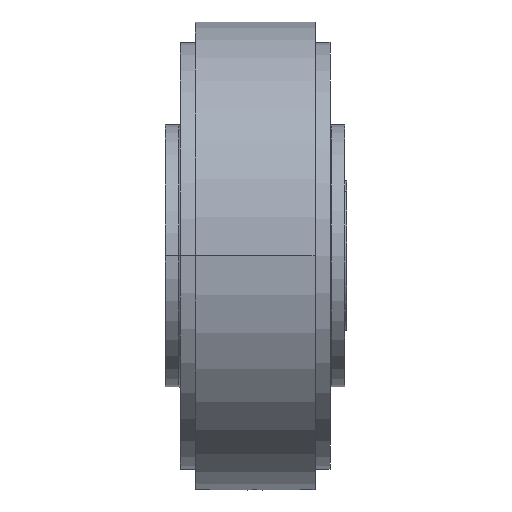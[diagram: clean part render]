
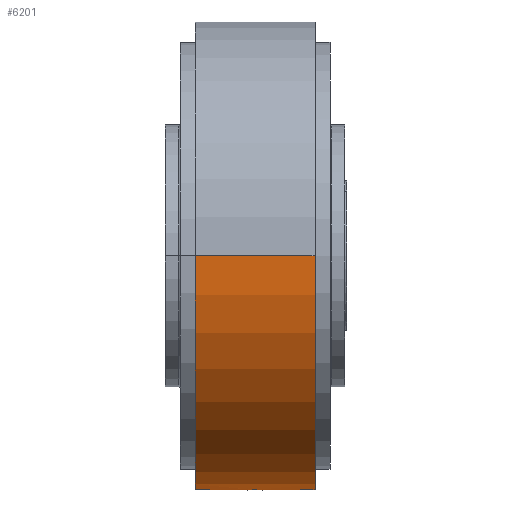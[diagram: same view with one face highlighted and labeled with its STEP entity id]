
A CAD part, front view. The second image highlights one B-rep face of the part: STEP entity #6201.
In plain terms, the highlighted cylindrical face has radius 62.5 mm (diameter 125 mm), a partial arc.
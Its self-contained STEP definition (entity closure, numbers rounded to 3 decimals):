
#80 = B_SPLINE_CURVE_WITH_KNOTS ( 'NONE', 3,
 ( #3725, #8526, #5603, #8481, #2658, #11438, #12413, #4725, #2697, #1812, #1774, #6548, #8573, #740, #8608, #12532, #10542, #7519, #1857, #8646, #4679, #5642, #1739, #2826, #12491, #6628, #9641, #2789 ),
 .UNSPECIFIED., .F., .F.,
 ( 4, 2, 2, 2, 2, 2, 2, 2, 2, 2, 2, 2, 2, 4 ),
 ( 0.006, 0.007, 0.008, 0.008, 0.009, 0.009, 0.009, 0.01, 0.01, 0.011, 0.011, 0.011, 0.012, 0.013 ),
 .UNSPECIFIED. ) ;
#133 = CARTESIAN_POINT ( 'NONE',  ( 0., 0., 0. ) ) ;
#254 = CARTESIAN_POINT ( 'NONE',  ( 11.564, -0.518, -62.498 ) ) ;
#297 = CARTESIAN_POINT ( 'NONE',  ( 13.762, -1.987, -62.468 ) ) ;
#343 = CARTESIAN_POINT ( 'NONE',  ( 14.386, -1.798, -62.474 ) ) ;
#521 = DIRECTION ( 'NONE',  ( 0., -1., 0. ) ) ;
#567 = CARTESIAN_POINT ( 'NONE',  ( 15.5, 0., -62.5 ) ) ;
#658 = ORIENTED_EDGE ( 'NONE', *, *, #4591, .F. ) ;
#667 = CARTESIAN_POINT ( 'NONE',  ( -2.5, -62.5, 0. ) ) ;
#740 = CARTESIAN_POINT ( 'NONE',  ( 13.37, 2., -62.468 ) ) ;
#827 = CARTESIAN_POINT ( 'NONE',  ( -2.5, 60., -17.5 ) ) ;
#1237 = CARTESIAN_POINT ( 'NONE',  ( 11.764, -1.002, -62.492 ) ) ;
#1318 = CARTESIAN_POINT ( 'NONE',  ( 12.975, -1.947, -62.47 ) ) ;
#1739 = CARTESIAN_POINT ( 'NONE',  ( 11.912, 1.222, -62.488 ) ) ;
#1774 = CARTESIAN_POINT ( 'NONE',  ( 14.019, 1.936, -62.47 ) ) ;
#1812 = CARTESIAN_POINT ( 'NONE',  ( 14.146, 1.897, -62.471 ) ) ;
#1857 = CARTESIAN_POINT ( 'NONE',  ( 12.499, 1.737, -62.476 ) ) ;
#2007 = AXIS2_PLACEMENT_3D ( 'NONE', #133, #11881, #8881 ) ;
#2179 = CARTESIAN_POINT ( 'NONE',  ( 11.5, -0.132, -62.5 ) ) ;
#2201 = LINE ( 'NONE', #9789, #4904 ) ;
#2304 = CARTESIAN_POINT ( 'NONE',  ( 14.019, -1.936, -62.47 ) ) ;
#2345 = CARTESIAN_POINT ( 'NONE',  ( 11.513, -0.262, -62.5 ) ) ;
#2350 = VERTEX_POINT ( 'NONE', #5534 ) ;
#2522 = FACE_BOUND ( 'NONE', #5912, .T. ) ;
#2658 = CARTESIAN_POINT ( 'NONE',  ( 15.099, 1.229, -62.488 ) ) ;
#2697 = CARTESIAN_POINT ( 'NONE',  ( 14.388, 1.797, -62.474 ) ) ;
#2789 = CARTESIAN_POINT ( 'NONE',  ( 11.5, 0., -62.5 ) ) ;
#2826 = CARTESIAN_POINT ( 'NONE',  ( 11.765, 1.004, -62.492 ) ) ;
#2887 = CIRCLE ( 'NONE', #4790, 62.5 ) ;
#3235 = CARTESIAN_POINT ( 'NONE',  ( 11.602, -0.645, -62.497 ) ) ;
#3273 = CARTESIAN_POINT ( 'NONE',  ( 15.5, 0., -62.5 ) ) ;
#3315 = CARTESIAN_POINT ( 'NONE',  ( 15.09, -1.22, -62.488 ) ) ;
#3359 = EDGE_CURVE ( 'NONE', #8567, #10678, #7587, .T. ) ;
#3372 = EDGE_CURVE ( 'NONE', #8724, #10137, #5274, .T. ) ;
#3632 = EDGE_CURVE ( 'NONE', #9333, #2350, #2887, .T. ) ;
#3725 = CARTESIAN_POINT ( 'NONE',  ( 15.5, 0., -62.5 ) ) ;
#4181 = CARTESIAN_POINT ( 'NONE',  ( 11.994, -1.322, -62.486 ) ) ;
#4349 = ORIENTED_EDGE ( 'NONE', *, *, #8882, .T. ) ;
#4591 = EDGE_CURVE ( 'NONE', #9333, #8567, #2201, .T. ) ;
#4679 = CARTESIAN_POINT ( 'NONE',  ( 12.179, 1.507, -62.482 ) ) ;
#4725 = CARTESIAN_POINT ( 'NONE',  ( 14.503, 1.735, -62.476 ) ) ;
#4790 = AXIS2_PLACEMENT_3D ( 'NONE', #7344, #5430, #6320 ) ;
#4904 = VECTOR ( 'NONE', #6772, 1000. ) ;
#5123 = CARTESIAN_POINT ( 'NONE',  ( 13.238, -2., -62.468 ) ) ;
#5245 = CARTESIAN_POINT ( 'NONE',  ( 15.5, -0.131, -62.5 ) ) ;
#5274 = B_SPLINE_CURVE_WITH_KNOTS ( 'NONE', 3,
 ( #8058, #2179, #2345, #254, #3235, #10041, #1237, #11106, #4181, #8011, #7971, #1318, #5123, #7115, #297, #2304, #12005, #343, #9007, #9998, #12089, #9092, #3315, #6134, #8099, #8962, #6092, #11026, #5245, #3273 ),
 .UNSPECIFIED., .F., .F.,
 ( 4, 2, 2, 2, 2, 2, 2, 2, 2, 2, 2, 2, 2, 2, 4 ),
 ( 0., 0., 0.001, 0.001, 0.002, 0.002, 0.003, 0.004, 0.004, 0.004, 0.005, 0.005, 0.005, 0.006, 0.006 ),
 .UNSPECIFIED. ) ;
#5345 = CARTESIAN_POINT ( 'NONE',  ( -2.5, 0., 0. ) ) ;
#5385 = FACE_OUTER_BOUND ( 'NONE', #10410, .T. ) ;
#5430 = DIRECTION ( 'NONE',  ( -1., 0., 0. ) ) ;
#5534 = CARTESIAN_POINT ( 'NONE',  ( 29.5, -62.5, 0. ) ) ;
#5603 = CARTESIAN_POINT ( 'NONE',  ( 15.448, 0.524, -62.498 ) ) ;
#5642 = CARTESIAN_POINT ( 'NONE',  ( 11.994, 1.323, -62.486 ) ) ;
#5912 = EDGE_LOOP ( 'NONE', ( #6276, #12544 ) ) ;
#5949 = ORIENTED_EDGE ( 'NONE', *, *, #3359, .F. ) ;
#6092 = CARTESIAN_POINT ( 'NONE',  ( 15.436, -0.519, -62.498 ) ) ;
#6134 = CARTESIAN_POINT ( 'NONE',  ( 15.235, -1.003, -62.492 ) ) ;
#6201 = ADVANCED_FACE ( 'NONE', ( #2522, #5385 ), #9988, .T. ) ;
#6276 = ORIENTED_EDGE ( 'NONE', *, *, #3372, .T. ) ;
#6320 = DIRECTION ( 'NONE',  ( 0., -1., 0. ) ) ;
#6388 = VECTOR ( 'NONE', #12095, 1000. ) ;
#6412 = DIRECTION ( 'NONE',  ( -1., 0., 0. ) ) ;
#6548 = CARTESIAN_POINT ( 'NONE',  ( 13.763, 1.987, -62.468 ) ) ;
#6628 = CARTESIAN_POINT ( 'NONE',  ( 11.553, 0.527, -62.498 ) ) ;
#6772 = DIRECTION ( 'NONE',  ( -1., 0., 0. ) ) ;
#7115 = CARTESIAN_POINT ( 'NONE',  ( 13.63, -2., -62.468 ) ) ;
#7344 = CARTESIAN_POINT ( 'NONE',  ( 29.5, 0., 0. ) ) ;
#7450 = LINE ( 'NONE', #10302, #6388 ) ;
#7519 = CARTESIAN_POINT ( 'NONE',  ( 12.614, 1.798, -62.474 ) ) ;
#7587 = CIRCLE ( 'NONE', #12159, 62.5 ) ;
#7971 = CARTESIAN_POINT ( 'NONE',  ( 12.494, -1.748, -62.476 ) ) ;
#8011 = CARTESIAN_POINT ( 'NONE',  ( 12.271, -1.599, -62.48 ) ) ;
#8058 = CARTESIAN_POINT ( 'NONE',  ( 11.5, 0., -62.5 ) ) ;
#8099 = CARTESIAN_POINT ( 'NONE',  ( 15.298, -0.886, -62.494 ) ) ;
#8481 = CARTESIAN_POINT ( 'NONE',  ( 15.248, 1.005, -62.492 ) ) ;
#8526 = CARTESIAN_POINT ( 'NONE',  ( 15.5, 0.261, -62.5 ) ) ;
#8567 = VERTEX_POINT ( 'NONE', #827 ) ;
#8573 = CARTESIAN_POINT ( 'NONE',  ( 13.634, 2., -62.468 ) ) ;
#8608 = CARTESIAN_POINT ( 'NONE',  ( 13.239, 1.987, -62.468 ) ) ;
#8646 = CARTESIAN_POINT ( 'NONE',  ( 12.282, 1.592, -62.48 ) ) ;
#8724 = VERTEX_POINT ( 'NONE', #10863 ) ;
#8881 = DIRECTION ( 'NONE',  ( 0., -1., 0. ) ) ;
#8882 = EDGE_CURVE ( 'NONE', #2350, #10678, #7450, .T. ) ;
#8962 = CARTESIAN_POINT ( 'NONE',  ( 15.398, -0.644, -62.497 ) ) ;
#9007 = CARTESIAN_POINT ( 'NONE',  ( 14.503, -1.735, -62.476 ) ) ;
#9092 = CARTESIAN_POINT ( 'NONE',  ( 15.007, -1.321, -62.486 ) ) ;
#9328 = ORIENTED_EDGE ( 'NONE', *, *, #3632, .T. ) ;
#9333 = VERTEX_POINT ( 'NONE', #10930 ) ;
#9641 = CARTESIAN_POINT ( 'NONE',  ( 11.5, 0.264, -62.5 ) ) ;
#9789 = CARTESIAN_POINT ( 'NONE',  ( 29.5, 60., -17.5 ) ) ;
#9988 = CYLINDRICAL_SURFACE ( 'NONE', #2007, 62.5 ) ;
#9998 = CARTESIAN_POINT ( 'NONE',  ( 14.719, -1.591, -62.48 ) ) ;
#10041 = CARTESIAN_POINT ( 'NONE',  ( 11.703, -0.887, -62.494 ) ) ;
#10137 = VERTEX_POINT ( 'NONE', #567 ) ;
#10273 = EDGE_CURVE ( 'NONE', #10137, #8724, #80, .T. ) ;
#10302 = CARTESIAN_POINT ( 'NONE',  ( 0., -62.5, 0. ) ) ;
#10410 = EDGE_LOOP ( 'NONE', ( #9328, #4349, #5949, #658 ) ) ;
#10542 = CARTESIAN_POINT ( 'NONE',  ( 12.857, 1.898, -62.471 ) ) ;
#10678 = VERTEX_POINT ( 'NONE', #667 ) ;
#10863 = CARTESIAN_POINT ( 'NONE',  ( 11.5, 0., -62.5 ) ) ;
#10930 = CARTESIAN_POINT ( 'NONE',  ( 29.5, 60., -17.5 ) ) ;
#11026 = CARTESIAN_POINT ( 'NONE',  ( 15.487, -0.263, -62.5 ) ) ;
#11106 = CARTESIAN_POINT ( 'NONE',  ( 11.909, -1.219, -62.488 ) ) ;
#11438 = CARTESIAN_POINT ( 'NONE',  ( 14.823, 1.505, -62.482 ) ) ;
#11881 = DIRECTION ( 'NONE',  ( -1., 0., 0. ) ) ;
#12005 = CARTESIAN_POINT ( 'NONE',  ( 14.143, -1.898, -62.471 ) ) ;
#12089 = CARTESIAN_POINT ( 'NONE',  ( 14.821, -1.508, -62.482 ) ) ;
#12095 = DIRECTION ( 'NONE',  ( -1., 0., 0. ) ) ;
#12159 = AXIS2_PLACEMENT_3D ( 'NONE', #5345, #6412, #521 ) ;
#12413 = CARTESIAN_POINT ( 'NONE',  ( 14.72, 1.59, -62.48 ) ) ;
#12491 = CARTESIAN_POINT ( 'NONE',  ( 11.703, 0.888, -62.494 ) ) ;
#12532 = CARTESIAN_POINT ( 'NONE',  ( 12.984, 1.937, -62.47 ) ) ;
#12544 = ORIENTED_EDGE ( 'NONE', *, *, #10273, .T. ) ;
